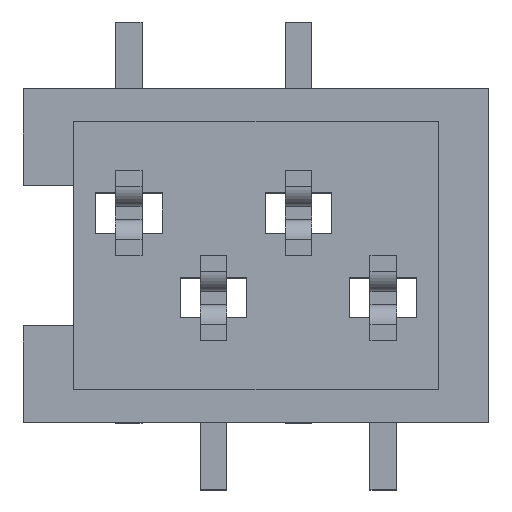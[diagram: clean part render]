
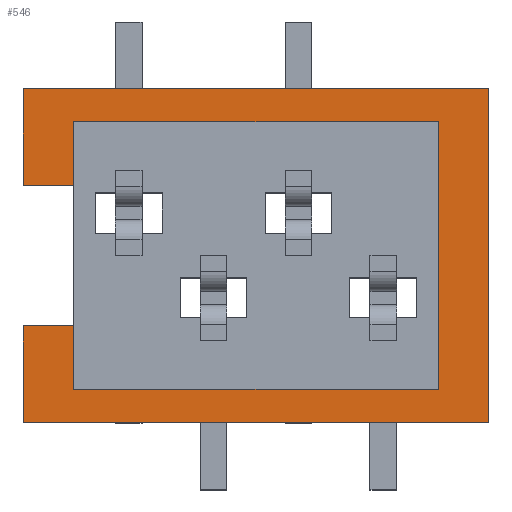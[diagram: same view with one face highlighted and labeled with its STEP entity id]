
A CAD part, top view. The second image highlights one B-rep face of the part: STEP entity #546.
In plain terms, the highlighted planar face has unit normal (0, 0, 1).
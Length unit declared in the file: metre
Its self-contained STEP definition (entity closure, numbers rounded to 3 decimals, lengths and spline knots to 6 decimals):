
#546 = ADVANCED_FACE( '', ( #1096 ), #1097, .T. );
#1096 = FACE_OUTER_BOUND( '', #1644, .T. );
#1097 = PLANE( '', #1645 );
#1644 = EDGE_LOOP( '', ( #3366, #3367, #3368, #3369, #3370, #3371, #3372, #3373, #3374, #3375, #3376, #3377 ) );
#1645 = AXIS2_PLACEMENT_3D( '', #3378, #3379, #3380 );
#3366 = ORIENTED_EDGE( '', *, *, #4118, .F. );
#3367 = ORIENTED_EDGE( '', *, *, #4125, .T. );
#3368 = ORIENTED_EDGE( '', *, *, #3924, .F. );
#3369 = ORIENTED_EDGE( '', *, *, #4053, .T. );
#3370 = ORIENTED_EDGE( '', *, *, #3787, .T. );
#3371 = ORIENTED_EDGE( '', *, *, #4070, .F. );
#3372 = ORIENTED_EDGE( '', *, *, #3926, .F. );
#3373 = ORIENTED_EDGE( '', *, *, #3770, .F. );
#3374 = ORIENTED_EDGE( '', *, *, #4059, .F. );
#3375 = ORIENTED_EDGE( '', *, *, #3572, .T. );
#3376 = ORIENTED_EDGE( '', *, *, #4111, .T. );
#3377 = ORIENTED_EDGE( '', *, *, #4108, .F. );
#3378 = CARTESIAN_POINT( '', ( 0., 0., 0.0033 ) );
#3379 = DIRECTION( '', ( 0., 0., 1. ) );
#3380 = DIRECTION( '', ( 1., 0., 0. ) );
#3572 = EDGE_CURVE( '', #4395, #4396, #4397, .T. );
#3770 = EDGE_CURVE( '', #4719, #4721, #4722, .T. );
#3787 = EDGE_CURVE( '', #4749, #4747, #4750, .T. );
#3924 = EDGE_CURVE( '', #4947, #4948, #4949, .T. );
#3926 = EDGE_CURVE( '', #4721, #4951, #4952, .T. );
#4053 = EDGE_CURVE( '', #4947, #4749, #5104, .T. );
#4059 = EDGE_CURVE( '', #4395, #4719, #5110, .T. );
#4070 = EDGE_CURVE( '', #4951, #4747, #5121, .T. );
#4108 = EDGE_CURVE( '', #5161, #5163, #5164, .T. );
#4111 = EDGE_CURVE( '', #4396, #5163, #5167, .T. );
#4118 = EDGE_CURVE( '', #5173, #5161, #5175, .T. );
#4125 = EDGE_CURVE( '', #5173, #4948, #5182, .T. );
#4395 = VERTEX_POINT( '', #5574 );
#4396 = VERTEX_POINT( '', #5575 );
#4397 = LINE( '', #5576, #5577 );
#4719 = VERTEX_POINT( '', #6053 );
#4721 = VERTEX_POINT( '', #6056 );
#4722 = LINE( '', #6057, #6058 );
#4747 = VERTEX_POINT( '', #6094 );
#4749 = VERTEX_POINT( '', #6097 );
#4750 = LINE( '', #6098, #6099 );
#4947 = VERTEX_POINT( '', #6409 );
#4948 = VERTEX_POINT( '', #6410 );
#4949 = LINE( '', #6411, #6412 );
#4951 = VERTEX_POINT( '', #6415 );
#4952 = LINE( '', #6416, #6417 );
#5104 = LINE( '', #6644, #6645 );
#5110 = LINE( '', #6653, #6654 );
#5121 = LINE( '', #6667, #6668 );
#5161 = VERTEX_POINT( '', #6721 );
#5163 = VERTEX_POINT( '', #6724 );
#5164 = LINE( '', #6725, #6726 );
#5167 = LINE( '', #6730, #6731 );
#5173 = VERTEX_POINT( '', #6737 );
#5175 = LINE( '', #6740, #6741 );
#5182 = LINE( '', #6750, #6751 );
#5574 = CARTESIAN_POINT( '', ( -0.00348, -0.0025, 0.0033 ) );
#5575 = CARTESIAN_POINT( '', ( 0.00348, -0.0025, 0.0033 ) );
#5576 = CARTESIAN_POINT( '', ( 0., -0.0025, 0.0033 ) );
#5577 = VECTOR( '', #6894, 1. );
#6053 = CARTESIAN_POINT( '', ( -0.00348, -0.00105, 0.0033 ) );
#6056 = CARTESIAN_POINT( '', ( -0.00273, -0.00105, 0.0033 ) );
#6057 = CARTESIAN_POINT( '', ( -0.003105, -0.00105, 0.0033 ) );
#6058 = VECTOR( '', #7062, 1. );
#6094 = CARTESIAN_POINT( '', ( 0.00273, -0.002, 0.0033 ) );
#6097 = CARTESIAN_POINT( '', ( 0.00273, 0.002, 0.0033 ) );
#6098 = CARTESIAN_POINT( '', ( 0.00273, 0., 0.0033 ) );
#6099 = VECTOR( '', #7075, 1. );
#6409 = CARTESIAN_POINT( '', ( -0.00273, 0.002, 0.0033 ) );
#6410 = CARTESIAN_POINT( '', ( -0.00273, 0.00105, 0.0033 ) );
#6411 = CARTESIAN_POINT( '', ( -0.00273, 0., 0.0033 ) );
#6412 = VECTOR( '', #7192, 1. );
#6415 = CARTESIAN_POINT( '', ( -0.00273, -0.002, 0.0033 ) );
#6416 = CARTESIAN_POINT( '', ( -0.00273, 0., 0.0033 ) );
#6417 = VECTOR( '', #7194, 1. );
#6644 = CARTESIAN_POINT( '', ( 0., 0.002, 0.0033 ) );
#6645 = VECTOR( '', #7285, 1. );
#6653 = CARTESIAN_POINT( '', ( -0.00348, 0., 0.0033 ) );
#6654 = VECTOR( '', #7288, 1. );
#6667 = CARTESIAN_POINT( '', ( 0., -0.002, 0.0033 ) );
#6668 = VECTOR( '', #7294, 1. );
#6721 = CARTESIAN_POINT( '', ( -0.00348, 0.0025, 0.0033 ) );
#6724 = CARTESIAN_POINT( '', ( 0.00348, 0.0025, 0.0033 ) );
#6725 = CARTESIAN_POINT( '', ( 0., 0.0025, 0.0033 ) );
#6726 = VECTOR( '', #7312, 1. );
#6730 = CARTESIAN_POINT( '', ( 0.00348, 0., 0.0033 ) );
#6731 = VECTOR( '', #7314, 1. );
#6737 = CARTESIAN_POINT( '', ( -0.00348, 0.00105, 0.0033 ) );
#6740 = CARTESIAN_POINT( '', ( -0.00348, 0., 0.0033 ) );
#6741 = VECTOR( '', #7316, 1. );
#6750 = CARTESIAN_POINT( '', ( -0.003105, 0.00105, 0.0033 ) );
#6751 = VECTOR( '', #7319, 1. );
#6894 = DIRECTION( '', ( 1., 0., 0. ) );
#7062 = DIRECTION( '', ( 1., 0., 0. ) );
#7075 = DIRECTION( '', ( 0., -1., 0. ) );
#7192 = DIRECTION( '', ( 0., -1., 0. ) );
#7194 = DIRECTION( '', ( 0., -1., 0. ) );
#7285 = DIRECTION( '', ( 1., 0., 0. ) );
#7288 = DIRECTION( '', ( 0., 1., 0. ) );
#7294 = DIRECTION( '', ( 1., 0., 0. ) );
#7312 = DIRECTION( '', ( 1., 0., 0. ) );
#7314 = DIRECTION( '', ( 0., 1., 0. ) );
#7316 = DIRECTION( '', ( 0., 1., 0. ) );
#7319 = DIRECTION( '', ( 1., 0., 0. ) );
